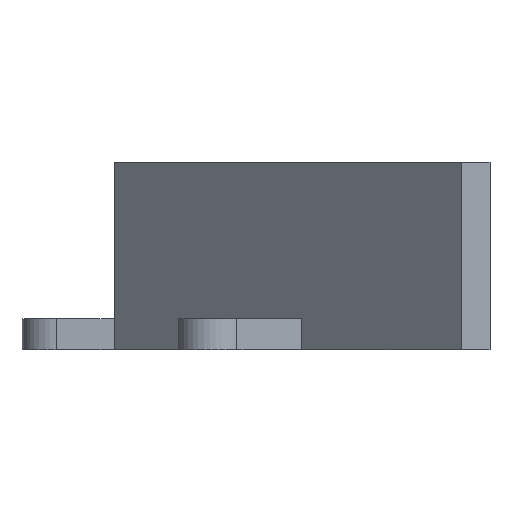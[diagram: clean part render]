
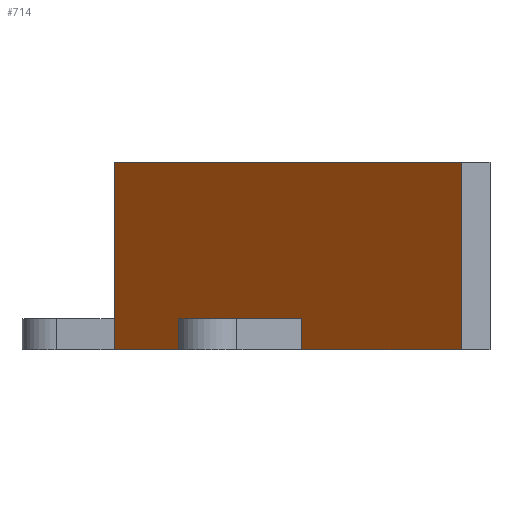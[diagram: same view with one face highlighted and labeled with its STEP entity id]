
A CAD part, left-side view. The second image highlights one B-rep face of the part: STEP entity #714.
In plain terms, the highlighted planar face has unit normal (-0.707, 0.707, 0).
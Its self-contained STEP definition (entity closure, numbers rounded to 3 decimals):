
#80=FACE_OUTER_BOUND('',#115,.T.);
#115=EDGE_LOOP('',(#489,#490,#491,#492,#493,#494,#495,#496));
#158=LINE('',#1038,#241);
#159=LINE('',#1040,#242);
#160=LINE('',#1042,#243);
#161=LINE('',#1044,#244);
#162=LINE('',#1046,#245);
#163=LINE('',#1048,#246);
#164=LINE('',#1050,#247);
#165=LINE('',#1051,#248);
#241=VECTOR('',#835,10.);
#242=VECTOR('',#836,10.);
#243=VECTOR('',#837,10.);
#244=VECTOR('',#838,10.);
#245=VECTOR('',#839,10.);
#246=VECTOR('',#840,10.);
#247=VECTOR('',#841,10.);
#248=VECTOR('',#842,10.);
#324=VERTEX_POINT('',#1036);
#325=VERTEX_POINT('',#1037);
#326=VERTEX_POINT('',#1039);
#327=VERTEX_POINT('',#1041);
#328=VERTEX_POINT('',#1043);
#329=VERTEX_POINT('',#1045);
#330=VERTEX_POINT('',#1047);
#331=VERTEX_POINT('',#1049);
#390=EDGE_CURVE('',#324,#325,#158,.T.);
#391=EDGE_CURVE('',#326,#325,#159,.T.);
#392=EDGE_CURVE('',#327,#326,#160,.T.);
#393=EDGE_CURVE('',#327,#328,#161,.T.);
#394=EDGE_CURVE('',#328,#329,#162,.T.);
#395=EDGE_CURVE('',#330,#329,#163,.T.);
#396=EDGE_CURVE('',#331,#330,#164,.T.);
#397=EDGE_CURVE('',#331,#324,#165,.T.);
#489=ORIENTED_EDGE('',*,*,#390,.T.);
#490=ORIENTED_EDGE('',*,*,#391,.F.);
#491=ORIENTED_EDGE('',*,*,#392,.F.);
#492=ORIENTED_EDGE('',*,*,#393,.T.);
#493=ORIENTED_EDGE('',*,*,#394,.T.);
#494=ORIENTED_EDGE('',*,*,#395,.F.);
#495=ORIENTED_EDGE('',*,*,#396,.F.);
#496=ORIENTED_EDGE('',*,*,#397,.T.);
#687=PLANE('',#772);
#714=ADVANCED_FACE('',(#80),#687,.T.);
#772=AXIS2_PLACEMENT_3D('',#1035,#833,#834);
#833=DIRECTION('center_axis',(-0.707,0.707,0.));
#834=DIRECTION('ref_axis',(-0.707,-0.707,0.));
#835=DIRECTION('',(0.,0.,1.));
#836=DIRECTION('',(0.707,0.707,0.));
#837=DIRECTION('',(0.,0.,1.));
#838=DIRECTION('',(-0.707,-0.707,0.));
#839=DIRECTION('',(0.,0.,1.));
#840=DIRECTION('',(-0.707,-0.707,0.));
#841=DIRECTION('',(0.,0.,1.));
#842=DIRECTION('',(-0.707,-0.707,0.));
#1035=CARTESIAN_POINT('Origin',(-152.071,6.5,0.));
#1036=CARTESIAN_POINT('',(-196.507,-37.936,0.));
#1037=CARTESIAN_POINT('',(-196.507,-37.936,10.));
#1038=CARTESIAN_POINT('',(-196.507,-37.936,0.));
#1039=CARTESIAN_POINT('',(-212.064,-53.493,10.));
#1040=CARTESIAN_POINT('',(-263.137,-104.566,10.));
#1041=CARTESIAN_POINT('',(-212.064,-53.493,0.));
#1042=CARTESIAN_POINT('',(-212.064,-53.493,0.));
#1043=CARTESIAN_POINT('',(-263.137,-104.566,0.));
#1044=CARTESIAN_POINT('',(-152.071,6.5,0.));
#1045=CARTESIAN_POINT('',(-263.137,-104.566,60.));
#1046=CARTESIAN_POINT('',(-263.137,-104.566,0.));
#1047=CARTESIAN_POINT('',(-152.071,6.5,60.));
#1048=CARTESIAN_POINT('',(-152.071,6.5,60.));
#1049=CARTESIAN_POINT('',(-152.071,6.5,0.));
#1050=CARTESIAN_POINT('',(-152.071,6.5,0.));
#1051=CARTESIAN_POINT('',(-152.071,6.5,0.));
